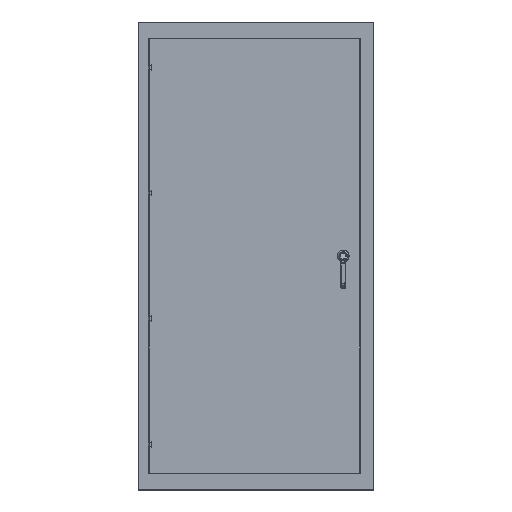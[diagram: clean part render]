
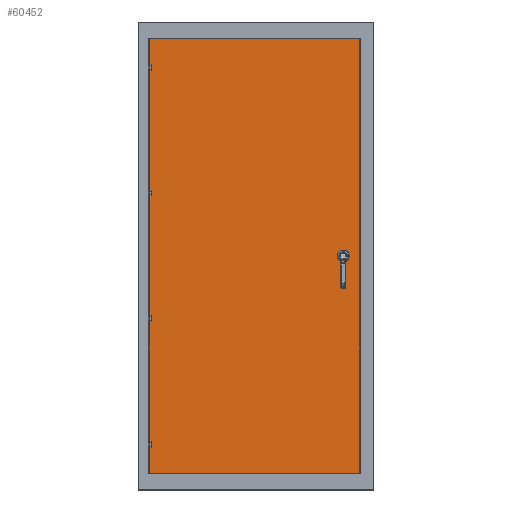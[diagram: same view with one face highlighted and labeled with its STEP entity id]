
A CAD part, top view. The second image highlights one B-rep face of the part: STEP entity #60452.
In plain terms, the highlighted planar face has unit normal (0, 0, 1).
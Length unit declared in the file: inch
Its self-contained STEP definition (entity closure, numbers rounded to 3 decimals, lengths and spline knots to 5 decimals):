
#447 = VERTEX_POINT ( 'NONE', #107266 ) ;
#2908 = DIRECTION ( 'NONE',  ( 0., -1., 0. ) ) ;
#3798 = PLANE ( 'NONE',  #13034 ) ;
#4471 = ORIENTED_EDGE ( 'NONE', *, *, #81548, .F. ) ;
#5421 = CARTESIAN_POINT ( 'NONE',  ( 17.7125, 37.15, 10.058 ) ) ;
#7570 = CARTESIAN_POINT ( 'NONE',  ( 17.7125, -37.15, 10.058 ) ) ;
#13034 = AXIS2_PLACEMENT_3D ( 'NONE', #45133, #111119, #164698 ) ;
#30200 = FACE_OUTER_BOUND ( 'NONE', #84386, .T. ) ;
#40422 = LINE ( 'NONE', #42142, #131617 ) ;
#42142 = CARTESIAN_POINT ( 'NONE',  ( -0.2812, 37.15, 10.058 ) ) ;
#45133 = CARTESIAN_POINT ( 'NONE',  ( -0.2812, 0., 10.058 ) ) ;
#56701 = VERTEX_POINT ( 'NONE', #7570 ) ;
#58093 = ORIENTED_EDGE ( 'NONE', *, *, #59655, .F. ) ;
#59655 = EDGE_CURVE ( 'NONE', #96611, #56701, #123414, .T. ) ;
#60452 = ADVANCED_FACE ( 'NONE', ( #30200, #98760 ), #3798, .F. ) ;
#62190 = DIRECTION ( 'NONE',  ( 1., 0., 0. ) ) ;
#70332 = VECTOR ( 'NONE', #2908, 39.37008 ) ;
#70624 = CARTESIAN_POINT ( 'NONE',  ( 17.7125, 0., 10.058 ) ) ;
#73729 = ORIENTED_EDGE ( 'NONE', *, *, #168677, .F. ) ;
#75015 = DIRECTION ( 'NONE',  ( -1., 0., 0. ) ) ;
#75455 = VERTEX_POINT ( 'NONE', #129071 ) ;
#76479 = VECTOR ( 'NONE', #75015, 39.37008 ) ;
#81548 = EDGE_CURVE ( 'NONE', #447, #113490, #139290, .T. ) ;
#84386 = EDGE_LOOP ( 'NONE', ( #102786, #58093, #73729, #4471 ) ) ;
#85087 = DIRECTION ( 'NONE',  ( 0., 0., 1. ) ) ;
#85572 = CARTESIAN_POINT ( 'NONE',  ( -0.2812, -37.15, 10.058 ) ) ;
#90008 = EDGE_CURVE ( 'NONE', #75455, #75455, #173831, .T. ) ;
#96611 = VERTEX_POINT ( 'NONE', #5421 ) ;
#98760 = FACE_BOUND ( 'NONE', #112160, .T. ) ;
#102786 = ORIENTED_EDGE ( 'NONE', *, *, #124540, .F. ) ;
#107266 = CARTESIAN_POINT ( 'NONE',  ( -18.2749, -37.15, 10.058 ) ) ;
#109284 = ORIENTED_EDGE ( 'NONE', *, *, #90008, .F. ) ;
#109310 = AXIS2_PLACEMENT_3D ( 'NONE', #110610, #85087, #62190 ) ;
#110610 = CARTESIAN_POINT ( 'NONE',  ( 14.90384, 0., 10.058 ) ) ;
#111119 = DIRECTION ( 'NONE',  ( 0., 0., -1. ) ) ;
#111245 = CARTESIAN_POINT ( 'NONE',  ( -18.2749, 0., 10.058 ) ) ;
#112160 = EDGE_LOOP ( 'NONE', ( #109284 ) ) ;
#113490 = VERTEX_POINT ( 'NONE', #136254 ) ;
#120491 = DIRECTION ( 'NONE',  ( 1., 0., 0. ) ) ;
#123414 = LINE ( 'NONE', #70624, #70332 ) ;
#124540 = EDGE_CURVE ( 'NONE', #56701, #447, #126011, .T. ) ;
#126011 = LINE ( 'NONE', #85572, #76479 ) ;
#129071 = CARTESIAN_POINT ( 'NONE',  ( 15.33691, 0., 10.058 ) ) ;
#131617 = VECTOR ( 'NONE', #120491, 39.37008 ) ;
#136254 = CARTESIAN_POINT ( 'NONE',  ( -18.2749, 37.15, 10.058 ) ) ;
#138415 = DIRECTION ( 'NONE',  ( 0., 1., 0. ) ) ;
#139290 = LINE ( 'NONE', #111245, #158913 ) ;
#158913 = VECTOR ( 'NONE', #138415, 39.37008 ) ;
#164698 = DIRECTION ( 'NONE',  ( -1., 0., 0. ) ) ;
#168677 = EDGE_CURVE ( 'NONE', #113490, #96611, #40422, .T. ) ;
#173831 = CIRCLE ( 'NONE', #109310, 0.43307 ) ;
